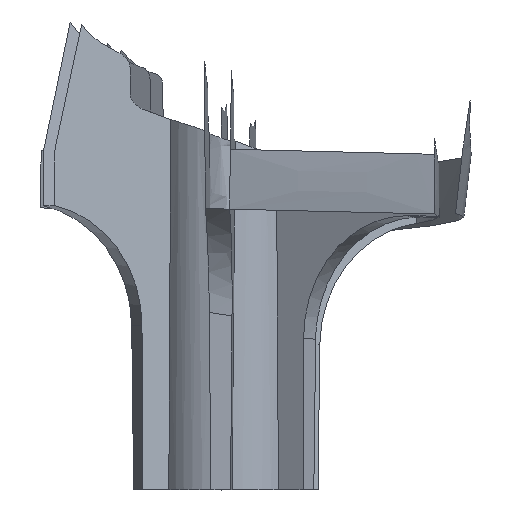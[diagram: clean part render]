
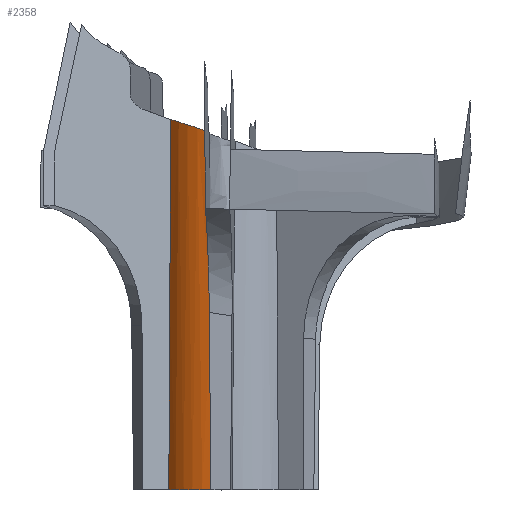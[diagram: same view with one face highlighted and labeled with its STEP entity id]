
A CAD part, top view. The second image highlights one B-rep face of the part: STEP entity #2358.
In plain terms, the highlighted cylindrical face has radius 2.833 mm (diameter 5.666 mm), a partial arc.
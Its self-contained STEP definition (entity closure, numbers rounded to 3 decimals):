
#2358 = ADVANCED_FACE('',(#2359),#2380,.T.);
#2359 = FACE_BOUND('',#2360,.T.);
#2360 = EDGE_LOOP('',(#2361,#2390,#2406,#2423));
#2361 = ORIENTED_EDGE('',*,*,#2362,.F.);
#2362 = EDGE_CURVE('',#2363,#2365,#2367,.T.);
#2363 = VERTEX_POINT('',#2364);
#2364 = CARTESIAN_POINT('',(1598.378,-779.433,
    1273.161));
#2365 = VERTEX_POINT('',#2366);
#2366 = CARTESIAN_POINT('',(1599.944,-779.939,
    1274.176));
#2367 = SURFACE_CURVE('',#2368,(#2379),.PCURVE_S1.);
#2368 = B_SPLINE_CURVE_WITH_KNOTS('',3,(#2369,#2370,#2371,#2372,#2373,
    #2374,#2375,#2376,#2377,#2378),.UNSPECIFIED.,.F.,.F.,(4,3,3,4),(0.,
    0.421,0.915,1.),.UNSPECIFIED.);
#2369 = CARTESIAN_POINT('',(1598.378,-779.433,
    1273.161));
#2370 = CARTESIAN_POINT('',(1598.544,-779.481,
    1273.375));
#2371 = CARTESIAN_POINT('',(1598.741,-779.542,
    1273.565));
#2372 = CARTESIAN_POINT('',(1598.957,-779.611,
    1273.721));
#2373 = CARTESIAN_POINT('',(1599.21,-779.692,
    1273.904));
#2374 = CARTESIAN_POINT('',(1599.495,-779.786,
    1274.044));
#2375 = CARTESIAN_POINT('',(1599.789,-779.886,
    1274.134));
#2376 = CARTESIAN_POINT('',(1599.841,-779.903,
    1274.149));
#2377 = CARTESIAN_POINT('',(1599.892,-779.921,
    1274.164));
#2378 = CARTESIAN_POINT('',(1599.944,-779.939,
    1274.176));
#2379 = PCURVE('',#2380,#2385);
#2380 = CYLINDRICAL_SURFACE('',#2381,2.833);
#2381 = AXIS2_PLACEMENT_3D('',#2382,#2383,#2384);
#2382 = CARTESIAN_POINT('',(1600.616,-794.467,
    1271.424));
#2383 = DIRECTION('',(0.,1.,0.));
#2384 = DIRECTION('',(0.998,-0.,0.07));
#2385 = DEFINITIONAL_REPRESENTATION('',(#2386),#2389);
#2386 = B_SPLINE_CURVE_WITH_KNOTS('',1,(#2387,#2388),.UNSPECIFIED.,.F.,
  .F.,(2,2),(0.,1.),.PIECEWISE_BEZIER_KNOTS.);
#2387 = CARTESIAN_POINT('',(3.871,15.034));
#2388 = CARTESIAN_POINT('',(4.543,14.528));
#2389 = ( GEOMETRIC_REPRESENTATION_CONTEXT(2) 
PARAMETRIC_REPRESENTATION_CONTEXT() REPRESENTATION_CONTEXT('2D SPACE',''
  ) );
#2390 = ORIENTED_EDGE('',*,*,#2391,.F.);
#2391 = EDGE_CURVE('',#2392,#2363,#2394,.T.);
#2392 = VERTEX_POINT('',#2393);
#2393 = CARTESIAN_POINT('',(1598.299,-794.467,
    1273.054));
#2394 = SURFACE_CURVE('',#2395,(#2400),.PCURVE_S1.);
#2395 = ELLIPSE('',#2396,324.642,2.833);
#2396 = AXIS2_PLACEMENT_3D('',#2397,#2398,#2399);
#2397 = CARTESIAN_POINT('',(1600.616,-840.302,
    1271.424));
#2398 = DIRECTION('',(-0.454,0.009,-0.891
    ));
#2399 = DIRECTION('',(0.004,1.,
    0.008));
#2400 = PCURVE('',#2380,#2401);
#2401 = DEFINITIONAL_REPRESENTATION('',(#2402),#2405);
#2402 = B_SPLINE_CURVE_WITH_KNOTS('',1,(#2403,#2404),.UNSPECIFIED.,.F.,
  .F.,(2,2),(4.854,4.901),.PIECEWISE_BEZIER_KNOTS.);
#2403 = CARTESIAN_POINT('',(3.824,0.));
#2404 = CARTESIAN_POINT('',(3.871,15.034));
#2405 = ( GEOMETRIC_REPRESENTATION_CONTEXT(2) 
PARAMETRIC_REPRESENTATION_CONTEXT() REPRESENTATION_CONTEXT('2D SPACE',''
  ) );
#2406 = ORIENTED_EDGE('',*,*,#2407,.T.);
#2407 = EDGE_CURVE('',#2392,#2408,#2410,.T.);
#2408 = VERTEX_POINT('',#2409);
#2409 = CARTESIAN_POINT('',(1600.07,-794.467,
    1274.204));
#2410 = SURFACE_CURVE('',#2411,(#2416),.PCURVE_S1.);
#2411 = CIRCLE('',#2412,2.833);
#2412 = AXIS2_PLACEMENT_3D('',#2413,#2414,#2415);
#2413 = CARTESIAN_POINT('',(1600.616,-794.467,
    1271.424));
#2414 = DIRECTION('',(0.,1.,0.));
#2415 = DIRECTION('',(0.326,0.,-0.946));
#2416 = PCURVE('',#2380,#2417);
#2417 = DEFINITIONAL_REPRESENTATION('',(#2418),#2422);
#2418 = LINE('',#2419,#2420);
#2419 = CARTESIAN_POINT('',(1.309,0.));
#2420 = VECTOR('',#2421,1.);
#2421 = DIRECTION('',(1.,0.));
#2422 = ( GEOMETRIC_REPRESENTATION_CONTEXT(2) 
PARAMETRIC_REPRESENTATION_CONTEXT() REPRESENTATION_CONTEXT('2D SPACE',''
  ) );
#2423 = ORIENTED_EDGE('',*,*,#2424,.F.);
#2424 = EDGE_CURVE('',#2365,#2408,#2425,.T.);
#2425 = SURFACE_CURVE('',#2426,(#2431),.PCURVE_S1.);
#2426 = ELLIPSE('',#2427,324.642,2.833);
#2427 = AXIS2_PLACEMENT_3D('',#2428,#2429,#2430);
#2428 = CARTESIAN_POINT('',(1600.616,-840.302,
    1271.424));
#2429 = DIRECTION('',(0.999,0.009,
    0.052));
#2430 = DIRECTION('',(-0.009,1.,
    0.));
#2431 = PCURVE('',#2380,#2432);
#2432 = DEFINITIONAL_REPRESENTATION('',(#2433),#2436);
#2433 = B_SPLINE_CURVE_WITH_KNOTS('',1,(#2434,#2435),.UNSPECIFIED.,.F.,
  .F.,(2,2),(1.384,1.429),.PIECEWISE_BEZIER_KNOTS.);
#2434 = CARTESIAN_POINT('',(4.543,14.528));
#2435 = CARTESIAN_POINT('',(4.588,0.));
#2436 = ( GEOMETRIC_REPRESENTATION_CONTEXT(2) 
PARAMETRIC_REPRESENTATION_CONTEXT() REPRESENTATION_CONTEXT('2D SPACE',''
  ) );
